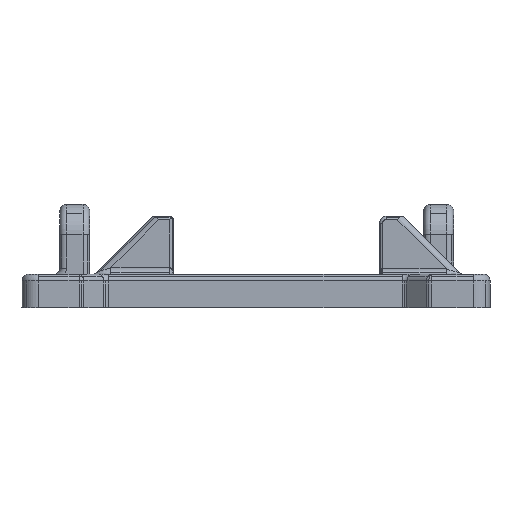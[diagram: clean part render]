
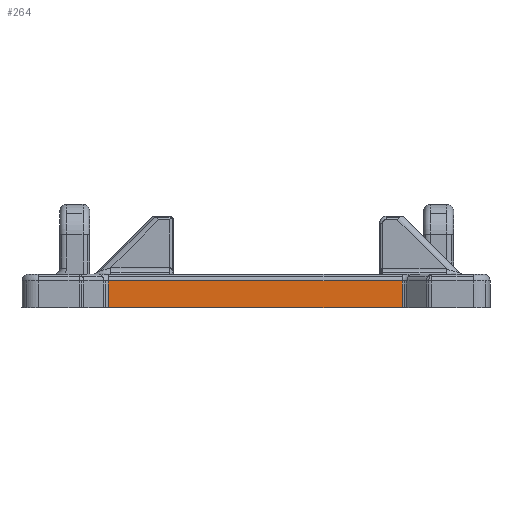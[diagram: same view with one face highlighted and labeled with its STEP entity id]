
A CAD part, front view. The second image highlights one B-rep face of the part: STEP entity #264.
In plain terms, the highlighted planar face has unit normal (0, -1, 0).
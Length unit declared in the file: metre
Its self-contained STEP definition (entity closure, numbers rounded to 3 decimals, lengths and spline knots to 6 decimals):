
#264=ADVANCED_FACE('1:1421',(#885),#886,.T.);
#885=FACE_OUTER_BOUND('',#7338,.T.);
#886=PLANE('',#7339);
#7338=EDGE_LOOP('',(#11875,#11876,#11877,#11878));
#7339=AXIS2_PLACEMENT_3D('',#11879,#11880,#11881);
#11875=ORIENTED_EDGE('',*,*,#14062,.F.);
#11876=ORIENTED_EDGE('',*,*,#13711,.F.);
#11877=ORIENTED_EDGE('',*,*,#14104,.T.);
#11878=ORIENTED_EDGE('',*,*,#14125,.F.);
#11879=CARTESIAN_POINT('',(-0.008141,-0.09906,0.0627));
#11880=DIRECTION('',(0.,-1.0,0.0));
#11881=DIRECTION('',(1.0,0.,0.));
#13711=EDGE_CURVE('1:2717',#15083,#15085,#15086,.T.);
#14062=EDGE_CURVE('1:2693',#15085,#15650,#15651,.T.);
#14104=EDGE_CURVE('1:2822',#15083,#15711,#15713,.F.);
#14125=EDGE_CURVE('1:2882',#15650,#15711,#15743,.T.);
#15083=VERTEX_POINT('',#17065);
#15085=VERTEX_POINT('',#17067);
#15086=LINE('',#17068,#17069);
#15650=VERTEX_POINT('',#18607);
#15651=LINE('',#18608,#18609);
#15711=VERTEX_POINT('',#18687);
#15713=LINE('',#18689,#18690);
#15743=LINE('',#18728,#18729);
#17065=CARTESIAN_POINT('',(-0.053586,-0.09906,0.0617));
#17067=CARTESIAN_POINT('',(-0.053586,-0.09906,0.0657));
#17068=CARTESIAN_POINT('',(-0.053586,-0.09906,0.0622));
#17069=VECTOR('',#20017,1.0);
#18607=CARTESIAN_POINT('',(-0.00941,-0.09906,0.0657));
#18608=CARTESIAN_POINT('',(-0.019716,-0.09906,0.0657));
#18609=VECTOR('',#20623,1.0);
#18687=CARTESIAN_POINT('',(-0.00941,-0.09906,0.0617));
#18689=CARTESIAN_POINT('',(-0.019716,-0.09906,0.0617));
#18690=VECTOR('',#20711,1.0);
#18728=CARTESIAN_POINT('',(-0.00941,-0.09906,0.0622));
#18729=VECTOR('',#20756,1.0);
#20017=DIRECTION('',(0.,0.,1.0));
#20623=DIRECTION('',(1.0,0.,0.));
#20711=DIRECTION('',(-1.0,0.,0.));
#20756=DIRECTION('',(0.,0.,-1.0));
